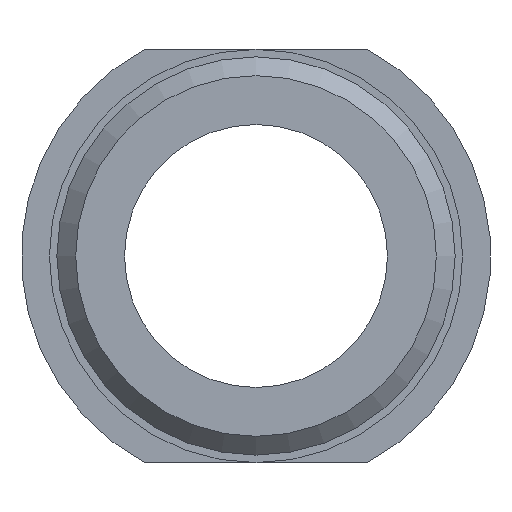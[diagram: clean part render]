
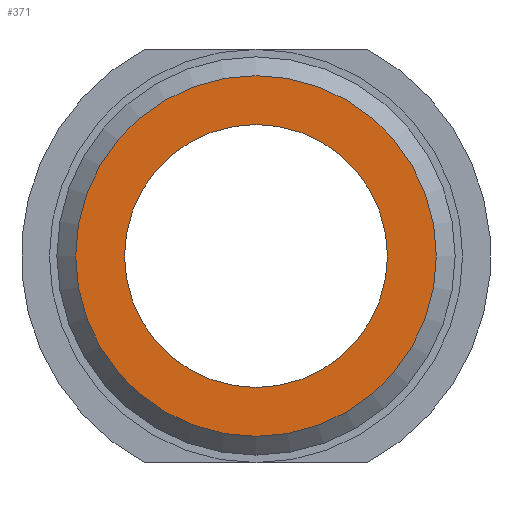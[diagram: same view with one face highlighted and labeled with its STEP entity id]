
A CAD part, front view. The second image highlights one B-rep face of the part: STEP entity #371.
In plain terms, the highlighted planar face has unit normal (0, -1, 0).
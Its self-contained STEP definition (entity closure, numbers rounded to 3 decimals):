
#16=FACE_BOUND('',#102,.T.);
#39=CIRCLE('',#427,7.);
#42=CIRCLE('',#431,9.6);
#78=FACE_OUTER_BOUND('',#101,.T.);
#101=EDGE_LOOP('',(#300));
#102=EDGE_LOOP('',(#301));
#174=VERTEX_POINT('',#646);
#177=VERTEX_POINT('',#654);
#221=EDGE_CURVE('',#174,#174,#39,.T.);
#225=EDGE_CURVE('',#177,#177,#42,.T.);
#300=ORIENTED_EDGE('',*,*,#225,.F.);
#301=ORIENTED_EDGE('',*,*,#221,.T.);
#353=PLANE('',#432);
#371=ADVANCED_FACE('',(#78,#16),#353,.T.);
#427=AXIS2_PLACEMENT_3D('',#648,#524,#525);
#431=AXIS2_PLACEMENT_3D('',#656,#533,#534);
#432=AXIS2_PLACEMENT_3D('',#657,#535,#536);
#524=DIRECTION('center_axis',(0.,1.,0.));
#525=DIRECTION('ref_axis',(1.,0.,0.));
#533=DIRECTION('center_axis',(0.,1.,0.));
#534=DIRECTION('ref_axis',(0.,0.,-1.));
#535=DIRECTION('center_axis',(0.,-1.,0.));
#536=DIRECTION('ref_axis',(0.,0.,-1.));
#646=CARTESIAN_POINT('',(-7.,0.,0.));
#648=CARTESIAN_POINT('Origin',(0.,0.,0.));
#654=CARTESIAN_POINT('',(0.,0.,9.6));
#656=CARTESIAN_POINT('Origin',(0.,0.,0.));
#657=CARTESIAN_POINT('Origin',(0.,0.,10.6));
